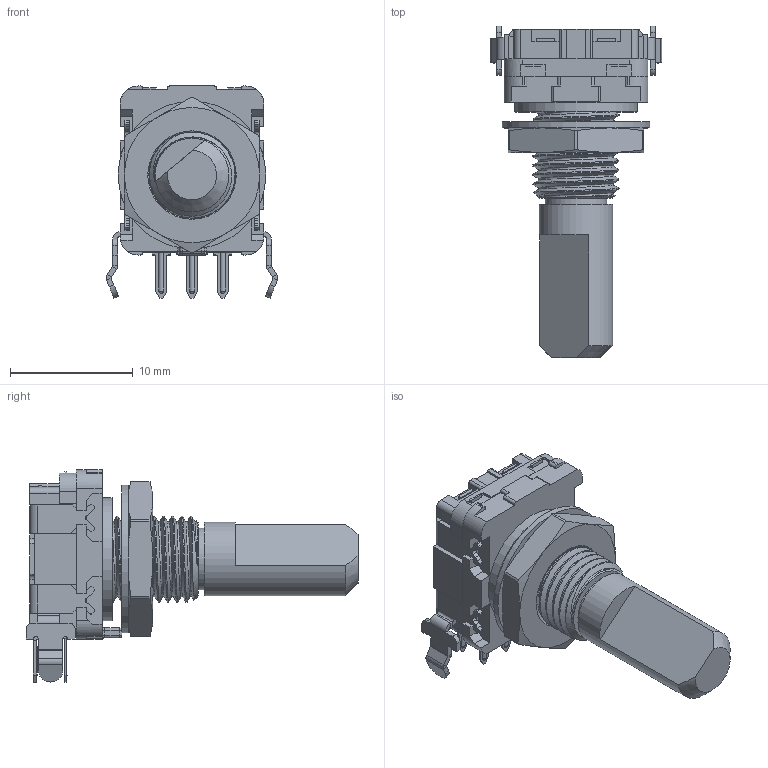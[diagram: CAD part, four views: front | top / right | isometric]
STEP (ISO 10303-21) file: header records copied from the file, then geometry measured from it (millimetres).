
FILE_DESCRIPTION(('STEP AP214'), '1');
FILE_NAME('EC11B-SW-Horiz-F', '', ('UNSPECIFIED'), ('UNSPECIFIED'), 'ASCON STEP Converter 1.6', 'ASCON Math Kernel', '');
FILE_SCHEMA(('AUTOMOTIVE_DESIGN { 1 0 10303 214 3 1 1}'));
Length unit declared in the file: millimetre
Assembly tree (3 placements, depth 2):
  (unnamed)
    (unnamed)
    (unnamed)
    (unnamed)
Bounding box: 13.97 x 27 x 17.25 mm (x, y, z)
Volume: 1603.9 mm3; surface area: 2583.6 mm2
Topology: 11 solids, 11 shells, 625 faces, 1660 edges, 1048 vertices
Faces by surface type: plane 429, cylinder 148, sphere 18, cone 16, bspline 10, torus 4
Full cylindrical faces by diameter (mm): 5 x2, 6 x1, 7.2 x1, 10 x1, 12 x1
Entity records: 35015 total; most frequent: CARTESIAN_POINT 14300, ORIENTED_EDGE 3262, DIRECTION 3132, EDGE_CURVE 1631, LINE 1222, VECTOR 1222, VERTEX_POINT 1044, AXIS2_PLACEMENT_3D 955
